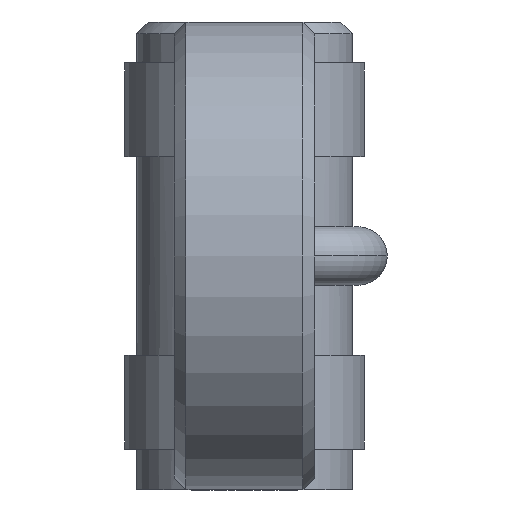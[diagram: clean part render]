
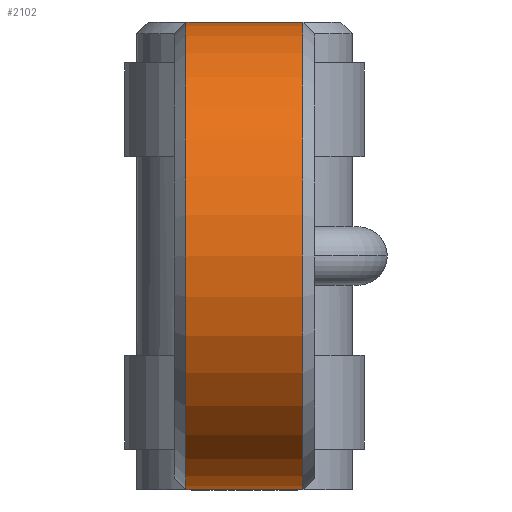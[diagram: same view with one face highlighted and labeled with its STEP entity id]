
A CAD part, left-side view. The second image highlights one B-rep face of the part: STEP entity #2102.
In plain terms, the highlighted cylindrical face has radius 10 mm (diameter 20 mm), a partial arc.
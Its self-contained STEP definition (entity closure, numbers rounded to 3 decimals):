
#29 = CARTESIAN_POINT ( 'NONE',  ( -154.875, 2.5, 0. ) ) ;
#96 = ORIENTED_EDGE ( 'NONE', *, *, #1314, .T. ) ;
#117 = VECTOR ( 'NONE', #2551, 1000. ) ;
#161 = LINE ( 'NONE', #3163, #117 ) ;
#344 = DIRECTION ( 'NONE',  ( 0., -1., 0. ) ) ;
#401 = VERTEX_POINT ( 'NONE', #3771 ) ;
#516 = CARTESIAN_POINT ( 'NONE',  ( -154.875, -2.5, 10. ) ) ;
#694 = VECTOR ( 'NONE', #1449, 1000. ) ;
#705 = ORIENTED_EDGE ( 'NONE', *, *, #1776, .T. ) ;
#734 = ORIENTED_EDGE ( 'NONE', *, *, #3331, .T. ) ;
#1007 = DIRECTION ( 'NONE',  ( 0., 1., 0. ) ) ;
#1075 = FACE_OUTER_BOUND ( 'NONE', #3365, .T. ) ;
#1294 = LINE ( 'NONE', #3020, #694 ) ;
#1314 = EDGE_CURVE ( 'NONE', #1633, #401, #161, .T. ) ;
#1449 = DIRECTION ( 'NONE',  ( 0., -1., 0. ) ) ;
#1553 = AXIS2_PLACEMENT_3D ( 'NONE', #3831, #3179, #2295 ) ;
#1594 = DIRECTION ( 'NONE',  ( 0., 0., 1. ) ) ;
#1633 = VERTEX_POINT ( 'NONE', #516 ) ;
#1654 = AXIS2_PLACEMENT_3D ( 'NONE', #2486, #1007, #1594 ) ;
#1757 = CIRCLE ( 'NONE', #1654, 10. ) ;
#1776 = EDGE_CURVE ( 'NONE', #401, #3263, #2040, .T. ) ;
#1906 = CYLINDRICAL_SURFACE ( 'NONE', #1553, 10. ) ;
#2040 = CIRCLE ( 'NONE', #3201, 10. ) ;
#2102 = ADVANCED_FACE ( 'NONE', ( #1075 ), #1906, .T. ) ;
#2232 = EDGE_CURVE ( 'NONE', #2999, #1633, #1757, .T. ) ;
#2295 = DIRECTION ( 'NONE',  ( 0., 0., 1. ) ) ;
#2471 = DIRECTION ( 'NONE',  ( 0., 0., -1. ) ) ;
#2486 = CARTESIAN_POINT ( 'NONE',  ( -154.875, -2.5, 0. ) ) ;
#2551 = DIRECTION ( 'NONE',  ( 0., 1., 0. ) ) ;
#2999 = VERTEX_POINT ( 'NONE', #3380 ) ;
#3020 = CARTESIAN_POINT ( 'NONE',  ( -154.875, -5.125, -10. ) ) ;
#3141 = ORIENTED_EDGE ( 'NONE', *, *, #2232, .T. ) ;
#3163 = CARTESIAN_POINT ( 'NONE',  ( -154.875, -5.125, 10. ) ) ;
#3179 = DIRECTION ( 'NONE',  ( 0., 1., 0. ) ) ;
#3201 = AXIS2_PLACEMENT_3D ( 'NONE', #29, #344, #2471 ) ;
#3263 = VERTEX_POINT ( 'NONE', #3561 ) ;
#3331 = EDGE_CURVE ( 'NONE', #3263, #2999, #1294, .T. ) ;
#3365 = EDGE_LOOP ( 'NONE', ( #734, #3141, #96, #705 ) ) ;
#3380 = CARTESIAN_POINT ( 'NONE',  ( -154.875, -2.5, -10. ) ) ;
#3561 = CARTESIAN_POINT ( 'NONE',  ( -154.875, 2.5, -10. ) ) ;
#3771 = CARTESIAN_POINT ( 'NONE',  ( -154.875, 2.5, 10. ) ) ;
#3831 = CARTESIAN_POINT ( 'NONE',  ( -154.875, -5.125, 0. ) ) ;
